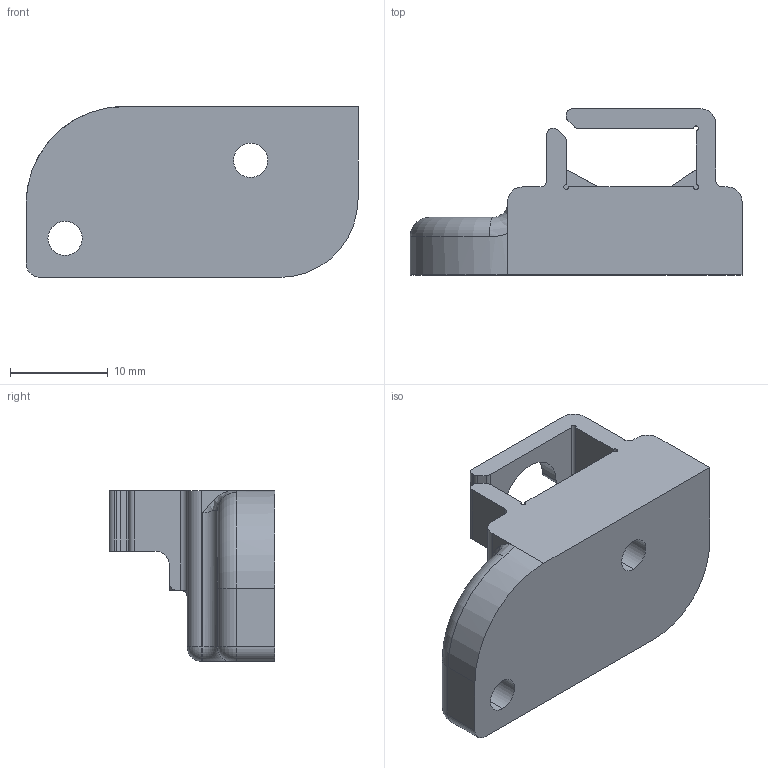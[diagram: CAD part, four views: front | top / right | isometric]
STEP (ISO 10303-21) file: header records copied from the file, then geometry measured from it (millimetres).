
FILE_DESCRIPTION (( 'STEP AP203' ), '1' );
FILE_NAME ('051166_A1_X_Limit_Switch_Holder_RV6.STEP', '2018-10-13T01:34:45', ( '' ), ( '' ), 'SwSTEP 2.0', 'SolidWorks 2015', '' );
FILE_SCHEMA (( 'CONFIG_CONTROL_DESIGN' ));
Length unit declared in the file: millimetre
Products named in the file (2): 051166_A1_X_Limit_Switch_Holder_RV6
Bounding box: 34 x 17 x 17.5 mm (x, y, z)
Volume: 4449.1 mm3; surface area: 2446.5 mm2
Topology: 1 solids, 1 shells, 83 faces, 221 edges, 137 vertices
Faces by surface type: cylinder 42, plane 32, torus 5, sphere 3, bspline 1
Entity records: 2794 total; most frequent: CARTESIAN_POINT 543, DIRECTION 461, ORIENTED_EDGE 436, EDGE_CURVE 218, AXIS2_PLACEMENT_3D 169, VERTEX_POINT 137, VECTOR 123, LINE 123
